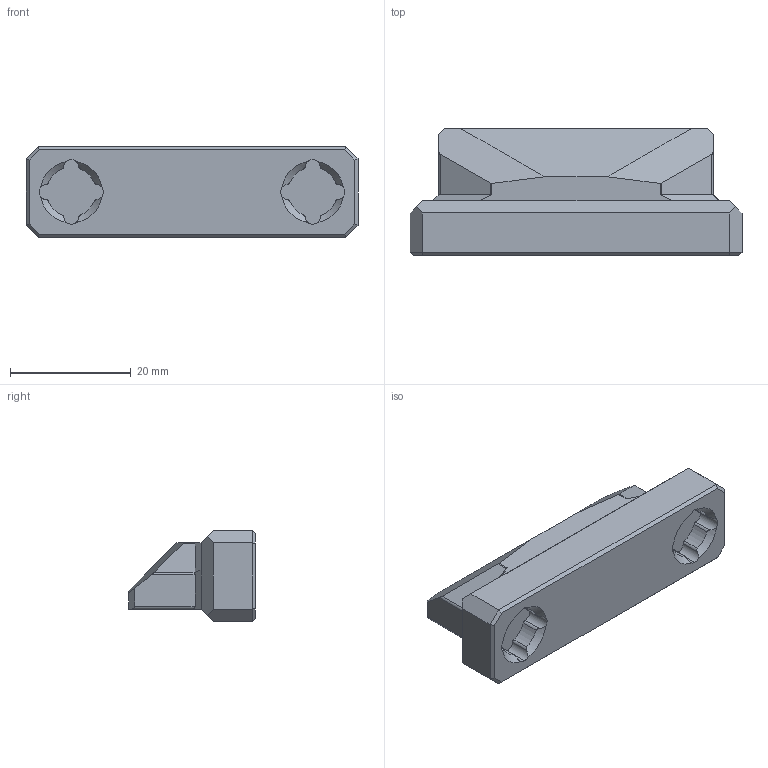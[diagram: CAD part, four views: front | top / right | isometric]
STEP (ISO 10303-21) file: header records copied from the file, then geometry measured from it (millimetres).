
FILE_DESCRIPTION (( 'STEP AP203' ), '1' );
FILE_NAME ('10377_U1FilamentDoorMagnet-revB-Released.STEP', '2023-08-17T18:25:02', ( '' ), ( '' ), 'SwSTEP 2.0', 'SolidWorks 2022', '' );
FILE_SCHEMA (( 'CONFIG_CONTROL_DESIGN' ));
Length unit declared in the file: millimetre
Products named in the file (1): 10377_U1FilamentDoorMagnet-revB-Released
Bounding box: 55 x 21 x 15 mm (x, y, z)
Volume: 8194.5 mm3; surface area: 4316.5 mm2
Topology: 1 solids, 1 shells, 131 faces, 337 edges, 207 vertices
Faces by surface type: cylinder 56, plane 55, cone 10, sphere 8, bspline 2
Entity records: 4269 total; most frequent: CARTESIAN_POINT 1112, ORIENTED_EDGE 668, DIRECTION 621, EDGE_CURVE 334, AXIS2_PLACEMENT_3D 218, VERTEX_POINT 207, LINE 185, VECTOR 185
